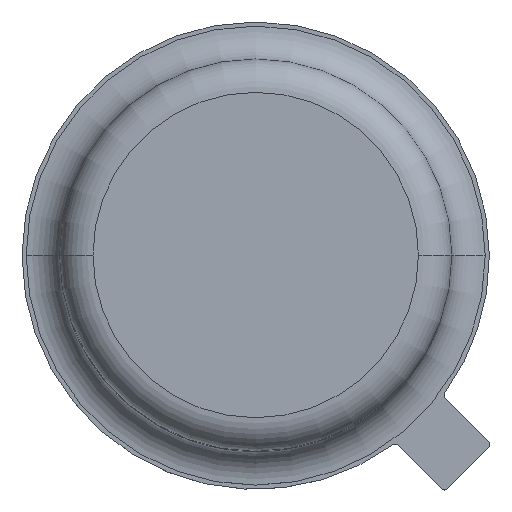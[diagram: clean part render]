
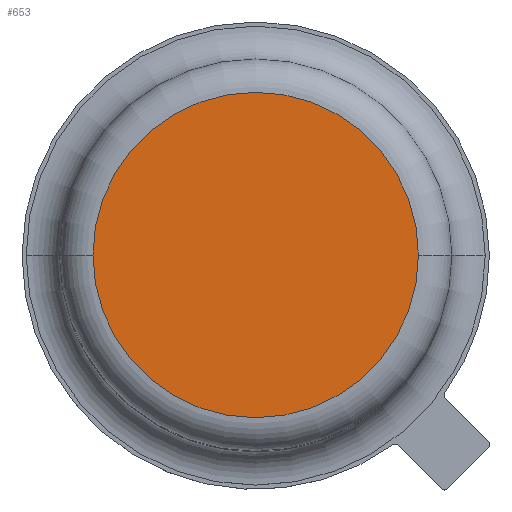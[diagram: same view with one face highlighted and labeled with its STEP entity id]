
A CAD part, top view. The second image highlights one B-rep face of the part: STEP entity #653.
In plain terms, the highlighted planar face has unit normal (0, 0, 1).
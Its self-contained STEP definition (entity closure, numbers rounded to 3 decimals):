
#519 = AXIS2_PLACEMENT_3D ( 'NONE', #4549, #4449, #2980 ) ;
#653 = ADVANCED_FACE ( 'NONE', ( #1516 ), #3817, .T. ) ;
#714 = CARTESIAN_POINT ( 'NONE',  ( 1.95, 0., 4.6 ) ) ;
#1516 = FACE_OUTER_BOUND ( 'NONE', #4027, .T. ) ;
#1642 = CIRCLE ( 'NONE', #3871, 1.95 ) ;
#2696 = DIRECTION ( 'NONE',  ( 0., 0., 1. ) ) ;
#2706 = CIRCLE ( 'NONE', #9546, 1.95 ) ;
#2946 = VERTEX_POINT ( 'NONE', #7997 ) ;
#2950 = ORIENTED_EDGE ( 'NONE', *, *, #6551, .T. ) ;
#2980 = DIRECTION ( 'NONE',  ( 1., 0., 0. ) ) ;
#3192 = DIRECTION ( 'NONE',  ( 0., 0., 1. ) ) ;
#3406 = EDGE_CURVE ( 'NONE', #9027, #2946, #2706, .T. ) ;
#3817 = PLANE ( 'NONE',  #519 ) ;
#3831 = DIRECTION ( 'NONE',  ( 1., 0., 0. ) ) ;
#3871 = AXIS2_PLACEMENT_3D ( 'NONE', #9414, #2696, #5530 ) ;
#4027 = EDGE_LOOP ( 'NONE', ( #7433, #2950 ) ) ;
#4449 = DIRECTION ( 'NONE',  ( 0., 0., 1. ) ) ;
#4549 = CARTESIAN_POINT ( 'NONE',  ( 0., 0., 4.6 ) ) ;
#5530 = DIRECTION ( 'NONE',  ( 1., 0., 0. ) ) ;
#6551 = EDGE_CURVE ( 'NONE', #2946, #9027, #1642, .T. ) ;
#6972 = CARTESIAN_POINT ( 'NONE',  ( 0., 0., 4.6 ) ) ;
#7433 = ORIENTED_EDGE ( 'NONE', *, *, #3406, .T. ) ;
#7997 = CARTESIAN_POINT ( 'NONE',  ( -1.95, 0., 4.6 ) ) ;
#9027 = VERTEX_POINT ( 'NONE', #714 ) ;
#9414 = CARTESIAN_POINT ( 'NONE',  ( 0., 0., 4.6 ) ) ;
#9546 = AXIS2_PLACEMENT_3D ( 'NONE', #6972, #3192, #3831 ) ;
